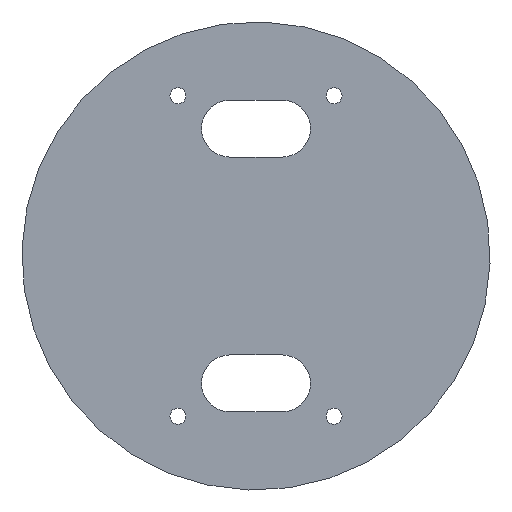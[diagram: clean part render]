
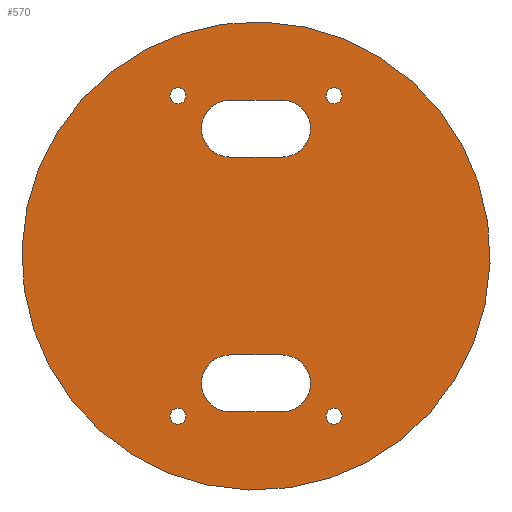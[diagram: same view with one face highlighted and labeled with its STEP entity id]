
A CAD part, front view. The second image highlights one B-rep face of the part: STEP entity #570.
In plain terms, the highlighted planar face has unit normal (0, -1, 0).
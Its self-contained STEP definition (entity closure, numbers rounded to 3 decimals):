
#280=FACE_BOUND('',#351,.T.);
#281=FACE_BOUND('',#352,.T.);
#282=FACE_BOUND('',#353,.T.);
#283=FACE_BOUND('',#354,.T.);
#284=FACE_BOUND('',#355,.T.);
#285=FACE_BOUND('',#356,.T.);
#287=CIRCLE('',#594,5.5);
#289=CIRCLE('',#598,5.5);
#291=CIRCLE('',#601,5.5);
#293=CIRCLE('',#605,5.5);
#295=CIRCLE('',#609,1.55);
#297=CIRCLE('',#612,1.55);
#299=CIRCLE('',#615,1.55);
#301=CIRCLE('',#618,1.55);
#304=CIRCLE('',#622,45.313);
#305=CIRCLE('',#623,45.313);
#329=FACE_OUTER_BOUND('',#350,.T.);
#350=EDGE_LOOP('',(#536,#537));
#351=EDGE_LOOP('',(#538,#539,#540,#541));
#352=EDGE_LOOP('',(#542,#543,#544,#545));
#353=EDGE_LOOP('',(#546));
#354=EDGE_LOOP('',(#547));
#355=EDGE_LOOP('',(#548));
#356=EDGE_LOOP('',(#549));
#359=LINE('',#727,#380);
#363=LINE('',#739,#384);
#368=LINE('',#757,#389);
#372=LINE('',#767,#393);
#380=VECTOR('',#632,10.);
#384=VECTOR('',#644,10.);
#389=VECTOR('',#663,10.);
#393=VECTOR('',#675,10.);
#401=VERTEX_POINT('',#724);
#402=VERTEX_POINT('',#726);
#404=VERTEX_POINT('',#732);
#406=VERTEX_POINT('',#738);
#409=VERTEX_POINT('',#748);
#410=VERTEX_POINT('',#750);
#412=VERTEX_POINT('',#756);
#414=VERTEX_POINT('',#762);
#416=VERTEX_POINT('',#771);
#418=VERTEX_POINT('',#777);
#420=VERTEX_POINT('',#783);
#422=VERTEX_POINT('',#789);
#425=VERTEX_POINT('',#797);
#426=VERTEX_POINT('',#799);
#429=EDGE_CURVE('',#402,#401,#359,.T.);
#432=EDGE_CURVE('',#404,#402,#287,.T.);
#435=EDGE_CURVE('',#406,#404,#363,.T.);
#438=EDGE_CURVE('',#401,#406,#289,.T.);
#441=EDGE_CURVE('',#410,#409,#291,.T.);
#444=EDGE_CURVE('',#412,#410,#368,.T.);
#447=EDGE_CURVE('',#414,#412,#293,.T.);
#450=EDGE_CURVE('',#409,#414,#372,.T.);
#453=EDGE_CURVE('',#416,#416,#295,.T.);
#456=EDGE_CURVE('',#418,#418,#297,.T.);
#459=EDGE_CURVE('',#420,#420,#299,.T.);
#462=EDGE_CURVE('',#422,#422,#301,.T.);
#466=EDGE_CURVE('',#425,#426,#304,.T.);
#467=EDGE_CURVE('',#426,#425,#305,.T.);
#536=ORIENTED_EDGE('',*,*,#467,.F.);
#537=ORIENTED_EDGE('',*,*,#466,.F.);
#538=ORIENTED_EDGE('',*,*,#435,.T.);
#539=ORIENTED_EDGE('',*,*,#432,.T.);
#540=ORIENTED_EDGE('',*,*,#429,.T.);
#541=ORIENTED_EDGE('',*,*,#438,.T.);
#542=ORIENTED_EDGE('',*,*,#447,.T.);
#543=ORIENTED_EDGE('',*,*,#444,.T.);
#544=ORIENTED_EDGE('',*,*,#441,.T.);
#545=ORIENTED_EDGE('',*,*,#450,.T.);
#546=ORIENTED_EDGE('',*,*,#453,.T.);
#547=ORIENTED_EDGE('',*,*,#456,.T.);
#548=ORIENTED_EDGE('',*,*,#459,.T.);
#549=ORIENTED_EDGE('',*,*,#462,.T.);
#555=PLANE('',#625);
#570=ADVANCED_FACE('',(#329,#280,#281,#282,#283,#284,#285),#555,.F.);
#594=AXIS2_PLACEMENT_3D('',#733,#638,#639);
#598=AXIS2_PLACEMENT_3D('',#743,#650,#651);
#601=AXIS2_PLACEMENT_3D('',#751,#657,#658);
#605=AXIS2_PLACEMENT_3D('',#763,#669,#670);
#609=AXIS2_PLACEMENT_3D('',#773,#681,#682);
#612=AXIS2_PLACEMENT_3D('',#779,#688,#689);
#615=AXIS2_PLACEMENT_3D('',#785,#695,#696);
#618=AXIS2_PLACEMENT_3D('',#791,#702,#703);
#622=AXIS2_PLACEMENT_3D('',#800,#711,#712);
#623=AXIS2_PLACEMENT_3D('',#801,#713,#714);
#625=AXIS2_PLACEMENT_3D('',#803,#717,#718);
#632=DIRECTION('',(-1.,0.,0.));
#638=DIRECTION('center_axis',(0.,1.,0.));
#639=DIRECTION('ref_axis',(0.,0.,-1.));
#644=DIRECTION('',(1.,0.,0.));
#650=DIRECTION('center_axis',(0.,1.,0.));
#651=DIRECTION('ref_axis',(0.,0.,1.));
#657=DIRECTION('center_axis',(0.,1.,0.));
#658=DIRECTION('ref_axis',(0.,0.,-1.));
#663=DIRECTION('',(1.,0.,0.));
#669=DIRECTION('center_axis',(0.,1.,0.));
#670=DIRECTION('ref_axis',(0.,0.,1.));
#675=DIRECTION('',(-1.,0.,0.));
#681=DIRECTION('center_axis',(0.,1.,0.));
#682=DIRECTION('ref_axis',(-0.773,0.,-0.634));
#688=DIRECTION('center_axis',(0.,1.,0.));
#689=DIRECTION('ref_axis',(-0.773,0.,-0.634));
#695=DIRECTION('center_axis',(0.,1.,0.));
#696=DIRECTION('ref_axis',(-0.773,0.,-0.634));
#702=DIRECTION('center_axis',(0.,1.,0.));
#703=DIRECTION('ref_axis',(-0.773,0.,-0.634));
#711=DIRECTION('center_axis',(0.,1.,0.));
#712=DIRECTION('ref_axis',(0.99,0.,0.142));
#713=DIRECTION('center_axis',(0.,1.,0.));
#714=DIRECTION('ref_axis',(0.99,0.,0.142));
#717=DIRECTION('center_axis',(0.,1.,0.));
#718=DIRECTION('ref_axis',(0.,0.,1.));
#724=CARTESIAN_POINT('',(-5.05,0.,-30.15));
#726=CARTESIAN_POINT('',(5.05,0.,-30.15));
#727=CARTESIAN_POINT('',(2.525,0.,-30.15));
#732=CARTESIAN_POINT('',(5.05,0.,-19.15));
#733=CARTESIAN_POINT('Origin',(5.05,0.,-24.65));
#738=CARTESIAN_POINT('',(-5.05,0.,-19.15));
#739=CARTESIAN_POINT('',(-2.525,0.,-19.15));
#743=CARTESIAN_POINT('Origin',(-5.05,0.,-24.65));
#748=CARTESIAN_POINT('',(5.05,0.,19.15));
#750=CARTESIAN_POINT('',(5.05,0.,30.15));
#751=CARTESIAN_POINT('Origin',(5.05,0.,24.65));
#756=CARTESIAN_POINT('',(-5.05,0.,30.15));
#757=CARTESIAN_POINT('',(-2.525,0.,30.15));
#762=CARTESIAN_POINT('',(-5.05,0.,19.15));
#763=CARTESIAN_POINT('Origin',(-5.05,0.,24.65));
#767=CARTESIAN_POINT('',(2.525,0.,19.15));
#771=CARTESIAN_POINT('',(-13.902,0.,-30.017));
#773=CARTESIAN_POINT('Origin',(-15.1,0.,-31.));
#777=CARTESIAN_POINT('',(16.298,0.,-30.017));
#779=CARTESIAN_POINT('Origin',(15.1,0.,-31.));
#783=CARTESIAN_POINT('',(-13.902,0.,31.983));
#785=CARTESIAN_POINT('Origin',(-15.1,0.,31.));
#789=CARTESIAN_POINT('',(16.298,0.,31.983));
#791=CARTESIAN_POINT('Origin',(15.1,0.,31.));
#797=CARTESIAN_POINT('',(-44.855,0.,-6.424));
#799=CARTESIAN_POINT('',(44.855,0.,6.424));
#800=CARTESIAN_POINT('Origin',(0.,0.,0.));
#801=CARTESIAN_POINT('Origin',(0.,0.,0.));
#803=CARTESIAN_POINT('Origin',(0.,0.,0.));
